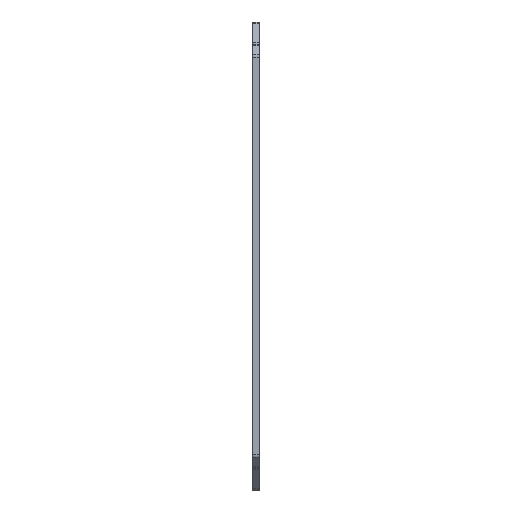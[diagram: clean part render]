
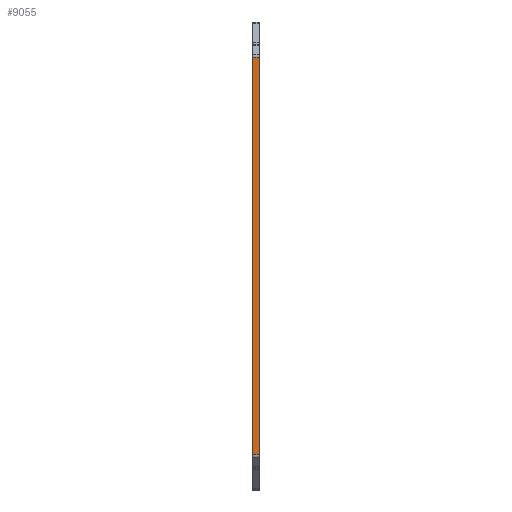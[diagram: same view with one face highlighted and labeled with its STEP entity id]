
A CAD part, left-side view. The second image highlights one B-rep face of the part: STEP entity #9055.
In plain terms, the highlighted planar face has unit normal (-1, 0, 0).
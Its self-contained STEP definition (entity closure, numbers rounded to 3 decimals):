
#126=PLANE('',#9815);
#438=FACE_OUTER_BOUND('',#928,.T.);
#928=EDGE_LOOP('',(#6896,#6897,#6898,#6899));
#1305=LINE('',#13102,#2257);
#1693=LINE('',#14381,#2645);
#1730=LINE('',#14495,#2682);
#1737=LINE('',#14510,#2689);
#2257=VECTOR('',#10344,10.);
#2645=VECTOR('',#11402,10.);
#2682=VECTOR('',#11549,10.);
#2689=VECTOR('',#11566,10.);
#3651=VERTEX_POINT('',#13099);
#3652=VERTEX_POINT('',#13101);
#4208=VERTEX_POINT('',#14379);
#4230=VERTEX_POINT('',#14494);
#4576=EDGE_CURVE('',#3651,#3652,#1305,.T.);
#5216=EDGE_CURVE('',#4208,#3651,#1693,.T.);
#5273=EDGE_CURVE('',#3652,#4230,#1730,.T.);
#5281=EDGE_CURVE('',#4208,#4230,#1737,.T.);
#6896=ORIENTED_EDGE('',*,*,#5216,.F.);
#6897=ORIENTED_EDGE('',*,*,#5281,.T.);
#6898=ORIENTED_EDGE('',*,*,#5273,.F.);
#6899=ORIENTED_EDGE('',*,*,#4576,.F.);
#9055=ADVANCED_FACE('',(#438),#126,.T.);
#9815=AXIS2_PLACEMENT_3D('',#14509,#11564,#11565);
#10344=DIRECTION('',(0.,0.,-1.));
#11402=DIRECTION('',(0.,-1.,0.));
#11549=DIRECTION('',(0.,1.,0.));
#11564=DIRECTION('center_axis',(-1.,0.,0.));
#11565=DIRECTION('ref_axis',(0.,0.,-1.));
#11566=DIRECTION('',(0.,0.,-1.));
#13099=CARTESIAN_POINT('',(0.,-29.253,91.));
#13101=CARTESIAN_POINT('',(0.,-29.253,1.578));
#13102=CARTESIAN_POINT('',(0.,-29.253,93.914));
#14379=CARTESIAN_POINT('',(0.,-27.753,91.));
#14381=CARTESIAN_POINT('',(0.,-28.503,91.));
#14494=CARTESIAN_POINT('',(0.,-27.753,1.578));
#14495=CARTESIAN_POINT('',(0.,-28.503,1.578));
#14509=CARTESIAN_POINT('Origin',(0.,-27.753,93.914));
#14510=CARTESIAN_POINT('',(0.,-27.753,93.914));
